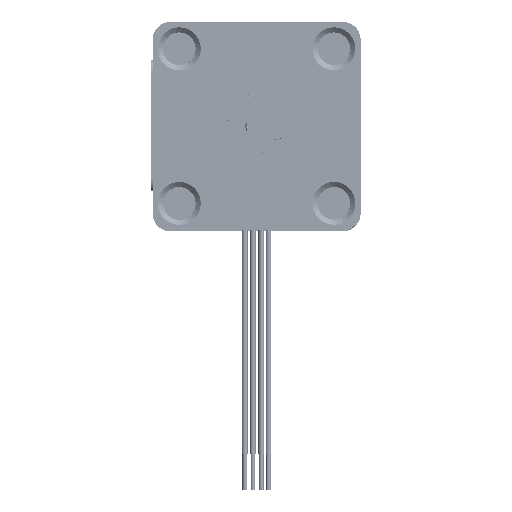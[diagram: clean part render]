
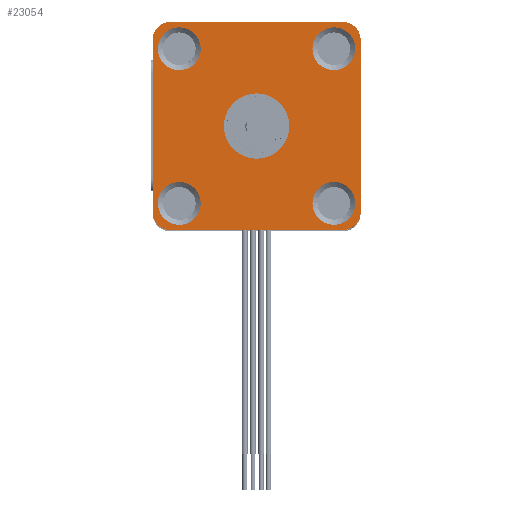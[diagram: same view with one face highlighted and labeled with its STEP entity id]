
A CAD part, top view. The second image highlights one B-rep face of the part: STEP entity #23054.
In plain terms, the highlighted face is planar.
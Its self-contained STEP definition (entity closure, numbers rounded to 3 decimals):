
#516=LINE('',#34844,#2587);
#517=LINE('',#34848,#2588);
#518=LINE('',#34852,#2589);
#519=LINE('',#34855,#2590);
#2587=VECTOR('',#27406,29.);
#2588=VECTOR('',#27409,29.);
#2589=VECTOR('',#27412,29.);
#2590=VECTOR('',#27415,29.);
#4592=PLANE('',#24466);
#5878=FACE_BOUND('',#7573,.T.);
#5879=FACE_BOUND('',#7574,.T.);
#5880=FACE_BOUND('',#7575,.T.);
#5881=FACE_BOUND('',#7576,.T.);
#5882=FACE_BOUND('',#7577,.T.);
#6204=FACE_OUTER_BOUND('',#7572,.T.);
#7572=EDGE_LOOP('',(#16378,#16379,#16380,#16381,#16382,#16383,#16384,#16385));
#7573=EDGE_LOOP('',(#16386));
#7574=EDGE_LOOP('',(#16387));
#7575=EDGE_LOOP('',(#16388));
#7576=EDGE_LOOP('',(#16389));
#7577=EDGE_LOOP('',(#16390));
#9103=CIRCLE('',#24406,3.607);
#9105=CIRCLE('',#24409,3.607);
#9107=CIRCLE('',#24412,3.607);
#9109=CIRCLE('',#24415,3.607);
#9125=CIRCLE('',#24441,5.5);
#9128=CIRCLE('',#24467,3.);
#9129=CIRCLE('',#24468,3.);
#9130=CIRCLE('',#24469,3.);
#9131=CIRCLE('',#24470,3.);
#10392=VERTEX_POINT('',#34642);
#10394=VERTEX_POINT('',#34647);
#10396=VERTEX_POINT('',#34652);
#10398=VERTEX_POINT('',#34657);
#10422=VERTEX_POINT('',#34715);
#10461=VERTEX_POINT('',#34840);
#10462=VERTEX_POINT('',#34841);
#10463=VERTEX_POINT('',#34843);
#10464=VERTEX_POINT('',#34845);
#10465=VERTEX_POINT('',#34847);
#10466=VERTEX_POINT('',#34849);
#10467=VERTEX_POINT('',#34851);
#10468=VERTEX_POINT('',#34853);
#12721=EDGE_CURVE('',#10392,#10392,#9103,.T.);
#12723=EDGE_CURVE('',#10394,#10394,#9105,.T.);
#12725=EDGE_CURVE('',#10396,#10396,#9107,.T.);
#12727=EDGE_CURVE('',#10398,#10398,#9109,.T.);
#12751=EDGE_CURVE('',#10422,#10422,#9125,.T.);
#12814=EDGE_CURVE('',#10461,#10462,#9128,.T.);
#12815=EDGE_CURVE('',#10463,#10461,#516,.T.);
#12816=EDGE_CURVE('',#10464,#10463,#9129,.T.);
#12817=EDGE_CURVE('',#10465,#10464,#517,.T.);
#12818=EDGE_CURVE('',#10466,#10465,#9130,.T.);
#12819=EDGE_CURVE('',#10467,#10466,#518,.T.);
#12820=EDGE_CURVE('',#10468,#10467,#9131,.T.);
#12821=EDGE_CURVE('',#10462,#10468,#519,.T.);
#16378=ORIENTED_EDGE('',*,*,#12814,.F.);
#16379=ORIENTED_EDGE('',*,*,#12815,.F.);
#16380=ORIENTED_EDGE('',*,*,#12816,.F.);
#16381=ORIENTED_EDGE('',*,*,#12817,.F.);
#16382=ORIENTED_EDGE('',*,*,#12818,.F.);
#16383=ORIENTED_EDGE('',*,*,#12819,.F.);
#16384=ORIENTED_EDGE('',*,*,#12820,.F.);
#16385=ORIENTED_EDGE('',*,*,#12821,.F.);
#16386=ORIENTED_EDGE('',*,*,#12751,.T.);
#16387=ORIENTED_EDGE('',*,*,#12727,.T.);
#16388=ORIENTED_EDGE('',*,*,#12725,.T.);
#16389=ORIENTED_EDGE('',*,*,#12723,.T.);
#16390=ORIENTED_EDGE('',*,*,#12721,.T.);
#23054=ADVANCED_FACE('',(#6204,#5878,#5879,#5880,#5881,#5882),#4592,.F.);
#24406=AXIS2_PLACEMENT_3D('',#34643,#27214,#27215);
#24409=AXIS2_PLACEMENT_3D('',#34648,#27220,#27221);
#24412=AXIS2_PLACEMENT_3D('',#34653,#27226,#27227);
#24415=AXIS2_PLACEMENT_3D('',#34658,#27232,#27233);
#24441=AXIS2_PLACEMENT_3D('',#34716,#27292,#27293);
#24466=AXIS2_PLACEMENT_3D('',#34839,#27402,#27403);
#24467=AXIS2_PLACEMENT_3D('',#34842,#27404,#27405);
#24468=AXIS2_PLACEMENT_3D('',#34846,#27407,#27408);
#24469=AXIS2_PLACEMENT_3D('',#34850,#27410,#27411);
#24470=AXIS2_PLACEMENT_3D('',#34854,#27413,#27414);
#27214=DIRECTION('center_axis',(0.,0.,1.));
#27215=DIRECTION('ref_axis',(1.,0.,0.));
#27220=DIRECTION('center_axis',(0.,0.,1.));
#27221=DIRECTION('ref_axis',(1.,0.,0.));
#27226=DIRECTION('center_axis',(0.,0.,1.));
#27227=DIRECTION('ref_axis',(1.,0.,0.));
#27232=DIRECTION('center_axis',(0.,0.,1.));
#27233=DIRECTION('ref_axis',(1.,0.,0.));
#27292=DIRECTION('center_axis',(0.,0.,1.));
#27293=DIRECTION('ref_axis',(-1.,0.,0.));
#27402=DIRECTION('center_axis',(0.,0.,1.));
#27403=DIRECTION('ref_axis',(1.,0.,0.));
#27404=DIRECTION('center_axis',(0.,0.,1.));
#27405=DIRECTION('ref_axis',(1.,0.,0.));
#27406=DIRECTION('',(1.,0.,0.));
#27407=DIRECTION('center_axis',(0.,0.,1.));
#27408=DIRECTION('ref_axis',(1.,0.,0.));
#27409=DIRECTION('',(0.,-1.,0.));
#27410=DIRECTION('center_axis',(0.,0.,1.));
#27411=DIRECTION('ref_axis',(1.,0.,0.));
#27412=DIRECTION('',(-1.,0.,0.));
#27413=DIRECTION('center_axis',(0.,0.,1.));
#27414=DIRECTION('ref_axis',(-1.,0.,0.));
#27415=DIRECTION('',(0.,1.,0.));
#34642=CARTESIAN_POINT('',(9.393,13.,0.));
#34643=CARTESIAN_POINT('Origin',(13.,13.,0.));
#34647=CARTESIAN_POINT('',(-16.607,13.,0.));
#34648=CARTESIAN_POINT('Origin',(-13.,13.,0.));
#34652=CARTESIAN_POINT('',(-16.607,-13.,0.));
#34653=CARTESIAN_POINT('Origin',(-13.,-13.,0.));
#34657=CARTESIAN_POINT('',(9.393,-13.,0.));
#34658=CARTESIAN_POINT('Origin',(13.,-13.,0.));
#34715=CARTESIAN_POINT('',(5.5,0.,0.));
#34716=CARTESIAN_POINT('Origin',(0.,0.,0.));
#34839=CARTESIAN_POINT('Origin',(14.5,-14.5,0.));
#34840=CARTESIAN_POINT('',(14.5,-17.5,0.));
#34841=CARTESIAN_POINT('',(17.5,-14.5,0.));
#34842=CARTESIAN_POINT('Origin',(14.5,-14.5,0.));
#34843=CARTESIAN_POINT('',(-14.5,-17.5,0.));
#34844=CARTESIAN_POINT('',(-14.5,-17.5,0.));
#34845=CARTESIAN_POINT('',(-17.5,-14.5,0.));
#34846=CARTESIAN_POINT('Origin',(-14.5,-14.5,0.));
#34847=CARTESIAN_POINT('',(-17.5,14.5,0.));
#34848=CARTESIAN_POINT('',(-17.5,14.5,0.));
#34849=CARTESIAN_POINT('',(-14.5,17.5,0.));
#34850=CARTESIAN_POINT('Origin',(-14.5,14.5,0.));
#34851=CARTESIAN_POINT('',(14.5,17.5,0.));
#34852=CARTESIAN_POINT('',(-14.5,17.5,0.));
#34853=CARTESIAN_POINT('',(17.5,14.5,0.));
#34854=CARTESIAN_POINT('Origin',(14.5,14.5,0.));
#34855=CARTESIAN_POINT('',(17.5,14.5,0.));
